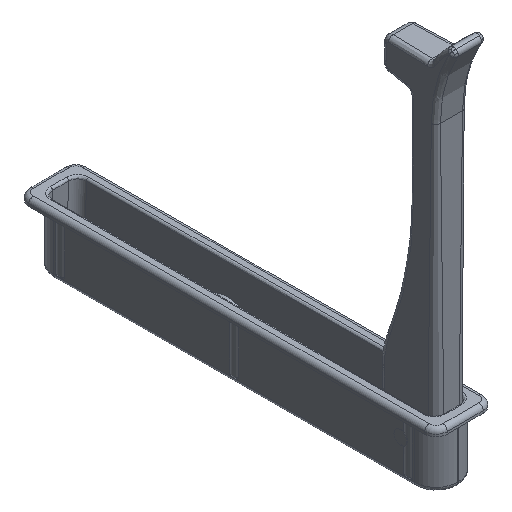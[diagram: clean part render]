
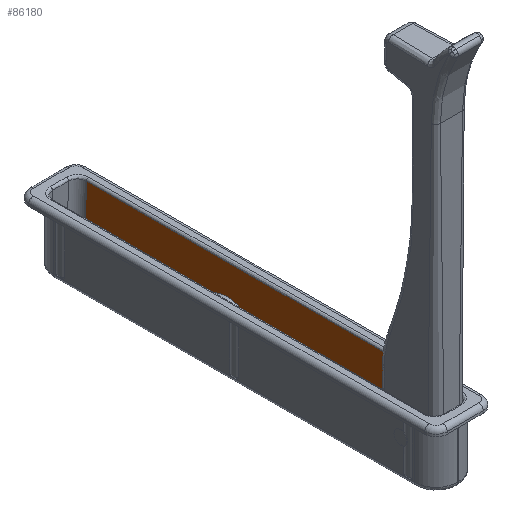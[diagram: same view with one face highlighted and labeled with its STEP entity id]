
A CAD part, isometric view. The second image highlights one B-rep face of the part: STEP entity #86180.
In plain terms, the highlighted face is planar.
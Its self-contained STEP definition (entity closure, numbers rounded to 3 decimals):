
#58650=CARTESIAN_POINT('',(6.8,2.5,163.4));
#58660=VERTEX_POINT('',#58650);
#58690=CARTESIAN_POINT('',(6.8,2.5,161.4));
#58700=DIRECTION('',(0.,0.,1.));
#58710=VECTOR('',#58700,1.);
#58720=LINE('',#58690,#58710);
#58730=CARTESIAN_POINT('',(6.8,2.5,187.972));
#58740=VERTEX_POINT('',#58730);
#58750=EDGE_CURVE('',#58660,#58740,#58720,.T.);
#72450=CARTESIAN_POINT('',(6.874,4.9,0.));
#72460=DIRECTION('',(0.,0.,-1.));
#72470=VECTOR('',#72460,1.);
#72480=LINE('',#72450,#72470);
#72490=CARTESIAN_POINT('',(6.874,4.9,240.3));
#72500=VERTEX_POINT('',#72490);
#72510=CARTESIAN_POINT('',(6.874,4.9,236.8));
#72520=VERTEX_POINT('',#72510);
#72530=EDGE_CURVE('',#72500,#72520,#72480,.T.);
#74990=CARTESIAN_POINT('',(6.769,1.5,194.9));
#75000=DIRECTION('',(1.,-0.031,0.));
#75010=DIRECTION('',(-0.031,-1.,
0.));
#75020=AXIS2_PLACEMENT_3D('',#74990,#75000,#75010);
#75030=ELLIPSE('',#75020,7.003,7.);
#75040=CARTESIAN_POINT('',(6.8,2.5,201.828));
#75050=VERTEX_POINT('',#75040);
#75060=EDGE_CURVE('',#58740,#75050,#75030,.T.);
#77450=CARTESIAN_POINT('',(6.8,2.5,236.8));
#77460=VERTEX_POINT('',#77450);
#77490=CARTESIAN_POINT('',(6.723,0.,236.8));
#77500=DIRECTION('',(-0.031,-1.,0.));
#77510=VECTOR('',#77500,1.);
#77520=LINE('',#77490,#77510);
#77530=EDGE_CURVE('',#72520,#77460,#77520,.T.);
#85440=CARTESIAN_POINT('',(7.2,15.5,161.4));
#85450=DIRECTION('',(1.,-0.031,0.));
#85460=DIRECTION('',(-0.031,-1.,0.));
#85470=AXIS2_PLACEMENT_3D('',#85440,#85450,#85460);
#85480=PLANE('',#85470);
#85490=CARTESIAN_POINT('',(7.003,9.1,
241.9));
#85500=DIRECTION('',(1.,-0.031,0.));
#85510=DIRECTION('',(-0.031,-1.,
0.));
#85520=AXIS2_PLACEMENT_3D('',#85490,#85500,#85510);
#85530=ELLIPSE('',#85520,1.501,1.5);
#85540=CARTESIAN_POINT('',(7.003,9.1,
240.4));
#85550=VERTEX_POINT('',#85540);
#85560=CARTESIAN_POINT('',(7.003,9.1,
243.4));
#85570=VERTEX_POINT('',#85560);
#85580=EDGE_CURVE('',#85550,#85570,#85530,.T.);
#85590=ORIENTED_EDGE('',*,*,#85580,.T.);
#85600=CARTESIAN_POINT('',(6.957,7.6,
241.9));
#85610=VERTEX_POINT('',#85600);
#85620=EDGE_CURVE('',#85610,#85550,#85530,.T.);
#85630=ORIENTED_EDGE('',*,*,#85620,.T.);
#85640=EDGE_CURVE('',#85570,#85610,#85530,.T.);
#85650=ORIENTED_EDGE('',*,*,#85640,.T.);
#85660=EDGE_LOOP('',(#85650,#85630,#85590));
#85670=FACE_BOUND('',#85660,.T.);
#85680=CARTESIAN_POINT('',(6.721,-0.062,246.3));
#85690=DIRECTION('',(0.031,1.,0.));
#85700=VECTOR('',#85690,1.);
#85710=LINE('',#85680,#85700);
#85720=CARTESIAN_POINT('',(6.8,2.5,246.3));
#85730=VERTEX_POINT('',#85720);
#85740=CARTESIAN_POINT('',(7.185,15.015,246.3));
#85750=VERTEX_POINT('',#85740);
#85760=EDGE_CURVE('',#85730,#85750,#85710,.T.);
#85770=ORIENTED_EDGE('',*,*,#85760,.T.);
#85780=CARTESIAN_POINT('',(6.8,2.5,0.));
#85790=DIRECTION('',(0.,0.,1.));
#85800=VECTOR('',#85790,1.);
#85810=LINE('',#85780,#85800);
#85820=CARTESIAN_POINT('',(6.8,2.5,240.3));
#85830=VERTEX_POINT('',#85820);
#85840=EDGE_CURVE('',#85830,#85730,#85810,.T.);
#85850=ORIENTED_EDGE('',*,*,#85840,.T.);
#85860=CARTESIAN_POINT('',(6.723,0.,240.3));
#85870=DIRECTION('',(-0.031,-1.,0.));
#85880=VECTOR('',#85870,1.);
#85890=LINE('',#85860,#85880);
#85900=EDGE_CURVE('',#72500,#85830,#85890,.T.);
#85910=ORIENTED_EDGE('',*,*,#85900,.T.);
#85920=ORIENTED_EDGE('',*,*,#72530,.F.);
#85930=ORIENTED_EDGE('',*,*,#77530,.F.);
#85940=CARTESIAN_POINT('',(6.8,2.5,0.));
#85950=DIRECTION('',(0.,0.,-1.));
#85960=VECTOR('',#85950,1.);
#85970=LINE('',#85940,#85960);
#85980=EDGE_CURVE('',#77460,#75050,#85970,.T.);
#85990=ORIENTED_EDGE('',*,*,#85980,.F.);
#86000=ORIENTED_EDGE('',*,*,#75060,.T.);
#86010=ORIENTED_EDGE('',*,*,#58750,.T.);
#86020=CARTESIAN_POINT('',(6.721,-0.062,
163.4));
#86030=DIRECTION('',(-0.031,-1.,0.));
#86040=VECTOR('',#86030,1.);
#86050=LINE('',#86020,#86040);
#86060=CARTESIAN_POINT('',(7.185,15.015,
163.4));
#86070=VERTEX_POINT('',#86060);
#86080=EDGE_CURVE('',#86070,#58660,#86050,.T.);
#86090=ORIENTED_EDGE('',*,*,#86080,.T.);
#86100=CARTESIAN_POINT('',(7.185,15.015,0.));
#86110=DIRECTION('',(0.,0.,-1.));
#86120=VECTOR('',#86110,1.);
#86130=LINE('',#86100,#86120);
#86140=EDGE_CURVE('',#85750,#86070,#86130,.T.);
#86150=ORIENTED_EDGE('',*,*,#86140,.T.);
#86160=EDGE_LOOP('',(#86150,#86090,#86010,#86000,#85990,#85930,#85920,
#85910,#85850,#85770));
#86170=FACE_OUTER_BOUND('',#86160,.T.);
#86180=ADVANCED_FACE('',(#85670,#86170),#85480,.F.);
